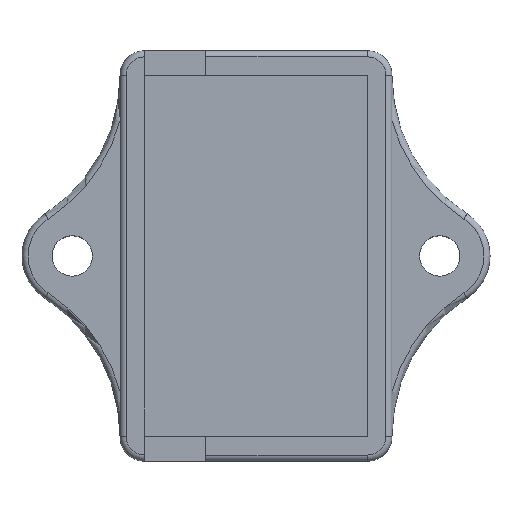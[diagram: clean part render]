
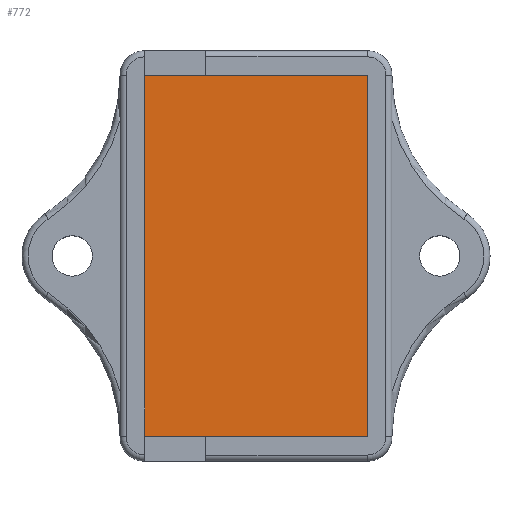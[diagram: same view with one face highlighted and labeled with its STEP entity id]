
A CAD part, top view. The second image highlights one B-rep face of the part: STEP entity #772.
In plain terms, the highlighted planar face has unit normal (0, 0, 1).
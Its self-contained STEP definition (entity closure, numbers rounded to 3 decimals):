
#30=PLANE('',#854);
#66=LINE('',#1253,#128);
#67=LINE('',#1255,#129);
#68=LINE('',#1257,#130);
#69=LINE('',#1258,#131);
#128=VECTOR('',#1000,10.);
#129=VECTOR('',#1001,10.);
#130=VECTOR('',#1002,10.);
#131=VECTOR('',#1003,10.);
#200=FACE_OUTER_BOUND('',#248,.T.);
#248=EDGE_LOOP('',(#574,#575,#576,#577));
#363=VERTEX_POINT('',#1251);
#364=VERTEX_POINT('',#1252);
#365=VERTEX_POINT('',#1254);
#366=VERTEX_POINT('',#1256);
#444=EDGE_CURVE('',#363,#364,#66,.T.);
#445=EDGE_CURVE('',#365,#363,#67,.T.);
#446=EDGE_CURVE('',#366,#365,#68,.T.);
#447=EDGE_CURVE('',#364,#366,#69,.T.);
#574=ORIENTED_EDGE('',*,*,#444,.F.);
#575=ORIENTED_EDGE('',*,*,#445,.F.);
#576=ORIENTED_EDGE('',*,*,#446,.F.);
#577=ORIENTED_EDGE('',*,*,#447,.F.);
#772=ADVANCED_FACE('',(#200),#30,.F.);
#854=AXIS2_PLACEMENT_3D('',#1250,#998,#999);
#998=DIRECTION('center_axis',(0.,0.,-1.));
#999=DIRECTION('ref_axis',(-1.,0.,0.));
#1000=DIRECTION('',(0.,-1.,0.));
#1001=DIRECTION('',(1.,0.,0.));
#1002=DIRECTION('',(0.,1.,0.));
#1003=DIRECTION('',(-1.,0.,0.));
#1250=CARTESIAN_POINT('Origin',(0.,0.,2.));
#1251=CARTESIAN_POINT('',(9.1,14.75,2.));
#1252=CARTESIAN_POINT('',(9.1,-14.75,2.));
#1253=CARTESIAN_POINT('',(9.1,-14.75,2.));
#1254=CARTESIAN_POINT('',(-9.1,14.75,2.));
#1255=CARTESIAN_POINT('',(9.1,14.75,2.));
#1256=CARTESIAN_POINT('',(-9.1,-14.75,2.));
#1257=CARTESIAN_POINT('',(-9.1,14.75,2.));
#1258=CARTESIAN_POINT('',(-9.1,-14.75,2.));
